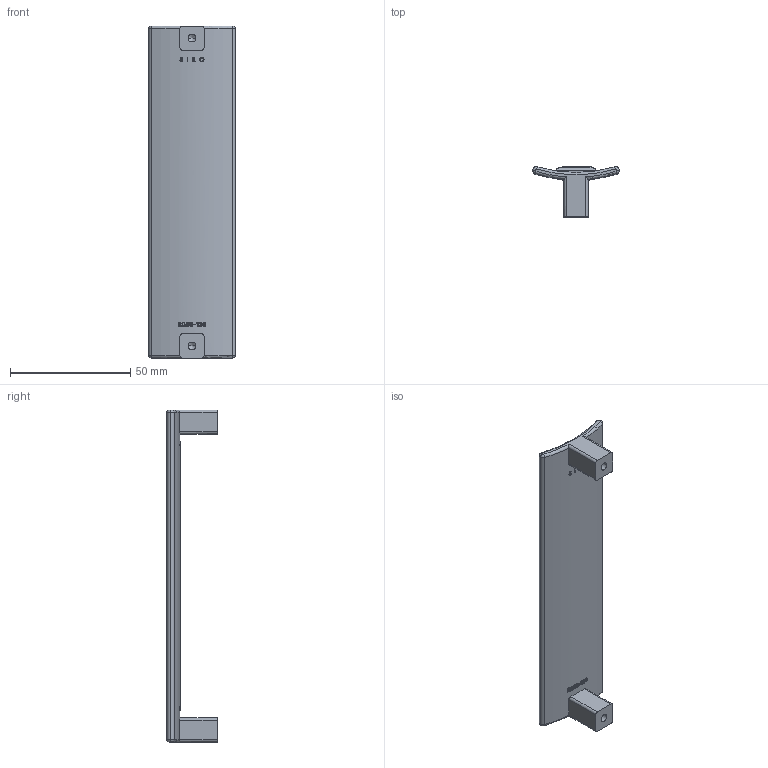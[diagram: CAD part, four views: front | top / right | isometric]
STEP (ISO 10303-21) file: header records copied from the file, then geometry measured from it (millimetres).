
FILE_DESCRIPTION(('Creo Elements/Direct Modeling STEP Export'),'2;1');
FILE_NAME('2026-138.stp','2024-09-24T 8:48:17',(''),(''),'Creo Elements/Direct Modeling STEP processor for AP214 (Solid Model)','Creo Elements/Direct Modeling 20.0 12-Nov-2016 (C) Parametric Technology GmbH','');
FILE_SCHEMA(('AUTOMOTIVE_DESIGN { 1 0 10303 214 1 1 1 1 }'));
Length unit declared in the file: millimetre
Products named in the file (1): Griff
Bounding box: 36 x 21.05 x 138 mm (x, y, z)
Volume: 21166.3 mm3; surface area: 12375.6 mm2
Topology: 1 solids, 1 shells, 712 faces, 2031 edges, 1340 vertices
Faces by surface type: plane 430, cylinder 264, torus 14, cone 4
Entity records: 40671 total; most frequent: CARTESIAN_POINT 21741, ORIENTED_EDGE 4054, DIRECTION 3826, EDGE_CURVE 2027, AXIS2_PLACEMENT_3D 1590, VERTEX_POINT 1340, EDGE_LOOP 735, ELLIPSE 721
